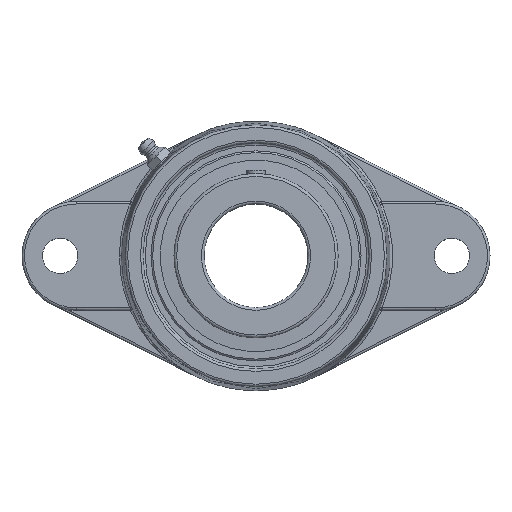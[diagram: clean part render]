
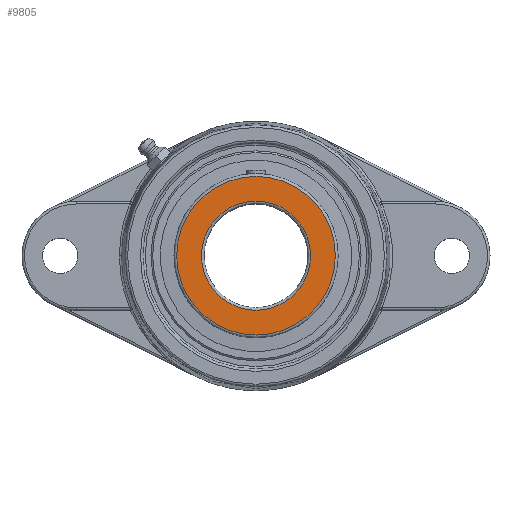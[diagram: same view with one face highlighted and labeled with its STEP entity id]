
A CAD part, top view. The second image highlights one B-rep face of the part: STEP entity #9805.
In plain terms, the highlighted face is planar.
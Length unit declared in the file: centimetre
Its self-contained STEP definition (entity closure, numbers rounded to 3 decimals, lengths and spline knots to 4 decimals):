
#9748=CARTESIAN_POINT('',(-2.005,0.,0.));
#9749=VERTEX_POINT('',#9748);
#9767=CARTESIAN_POINT('',(0.,0.,0.));
#9768=DIRECTION('',(0.,0.,-1.));
#9769=DIRECTION('',(1.,0.,0.));
#9770=AXIS2_PLACEMENT_3D('',#9767,#9768,#9769);
#9771=CIRCLE('',#9770,2.005);
#9772=EDGE_CURVE('',#9749,#9749,#9771,.T.);
#9777=CARTESIAN_POINT('',(0.,0.,0.));
#9778=DIRECTION('',(0.,0.,1.));
#9779=DIRECTION('',(1.,0.,0.));
#9780=AXIS2_PLACEMENT_3D('',#9777,#9778,#9779);
#9781=PLANE('',#9780);
#9782=CARTESIAN_POINT('',(-2.915,0.,0.));
#9783=VERTEX_POINT('',#9782);
#9784=CARTESIAN_POINT('',(2.915,0.,0.));
#9785=VERTEX_POINT('',#9784);
#9786=CARTESIAN_POINT('',(0.,0.,0.));
#9787=DIRECTION('',(0.,0.,1.));
#9788=DIRECTION('',(-1.,0.,0.));
#9789=AXIS2_PLACEMENT_3D('',#9786,#9787,#9788);
#9790=CIRCLE('',#9789,2.915);
#9791=EDGE_CURVE('',#9783,#9785,#9790,.T.);
#9792=ORIENTED_EDGE('',*,*,#9791,.F.);
#9793=CARTESIAN_POINT('',(0.,0.,0.));
#9794=DIRECTION('',(0.,0.,1.));
#9795=DIRECTION('',(-1.,0.,0.));
#9796=AXIS2_PLACEMENT_3D('',#9793,#9794,#9795);
#9797=CIRCLE('',#9796,2.915);
#9798=EDGE_CURVE('',#9785,#9783,#9797,.T.);
#9799=ORIENTED_EDGE('',*,*,#9798,.F.);
#9800=EDGE_LOOP('',(#9792,#9799));
#9801=FACE_BOUND('',#9800,.T.);
#9802=ORIENTED_EDGE('',*,*,#9772,.F.);
#9803=EDGE_LOOP('',(#9802));
#9804=FACE_BOUND('',#9803,.T.);
#9805=ADVANCED_FACE('',(#9801,#9804),#9781,.F.);
